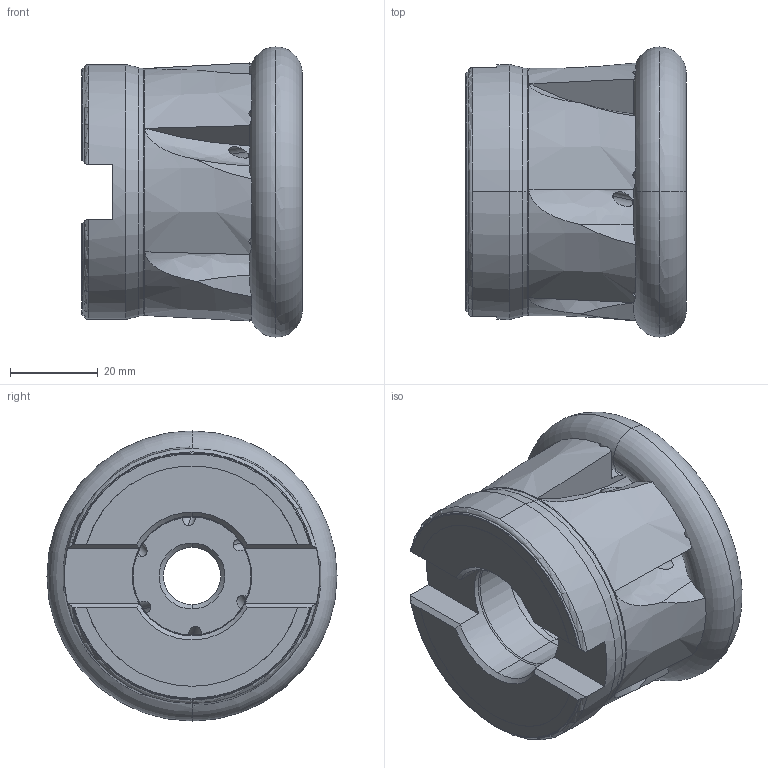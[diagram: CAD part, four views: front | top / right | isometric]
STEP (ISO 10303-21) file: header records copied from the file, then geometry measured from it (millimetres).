
FILE_DESCRIPTION (( 'STEP AP214' ), '1' );
FILE_NAME ('KAF_066_512_6.STEP', '2016-07-15T06:16:18', ( '' ), ( '' ), 'SwSTEP 2.0', 'SolidWorks 2016', '' );
FILE_SCHEMA (( 'AUTOMOTIVE_DESIGN' ));
Length unit declared in the file: millimetre
Products named in the file (1): KAF_066_512_6
Bounding box: 50.1 x 65.94 x 65.94 mm (x, y, z)
Volume: 102162.1 mm3; surface area: 21193.4 mm2
Topology: 1 solids, 1 shells, 152 faces, 486 edges, 313 vertices
Faces by surface type: plane 62, cylinder 33, cone 31, torus 14, bspline 12
Entity records: 6751 total; most frequent: CARTESIAN_POINT 2691, ORIENTED_EDGE 972, DIRECTION 703, EDGE_CURVE 486, VERTEX_POINT 313, AXIS2_PLACEMENT_3D 275, EDGE_LOOP 167, B_SPLINE_CURVE_WITH_KNOTS 163
